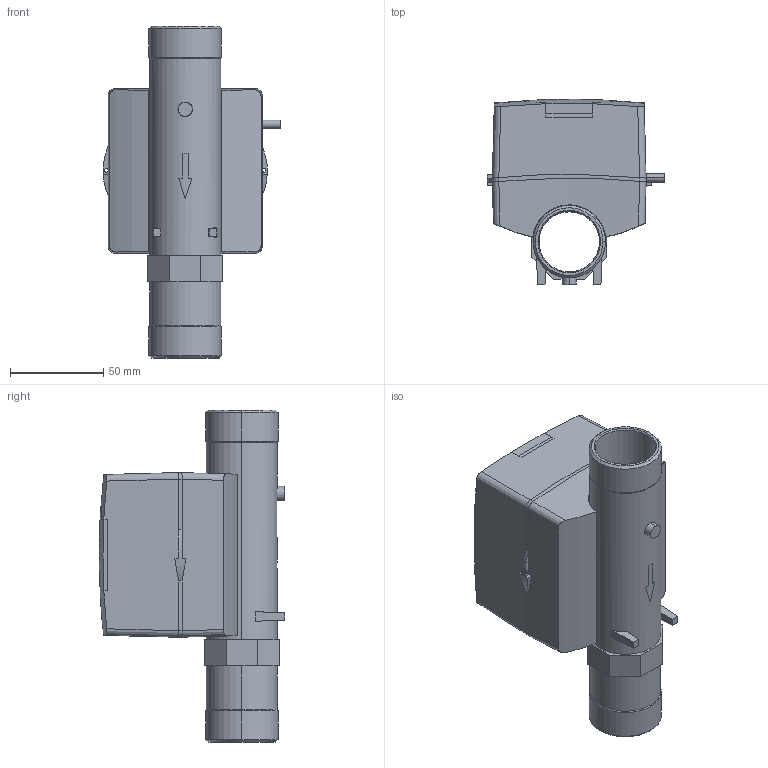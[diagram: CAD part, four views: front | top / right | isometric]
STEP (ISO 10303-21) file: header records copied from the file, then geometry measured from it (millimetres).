
FILE_DESCRIPTION (( 'STEP AP214' ), '1' );
FILE_NAME ('HYDRUS2_HWZ_DN25_BL178mm_1,53inch_BSW-214.step', '2020-12-22T12:55:37', ( '' ), ( '' ), 'SwSTEP 2.0', 'SolidWorks 2018', '' );
FILE_SCHEMA (( 'AUTOMOTIVE_DESIGN' ));
Length unit declared in the file: millimetre
Products named in the file (3): HYDRUS2_HWZ_DN25_BL178mm_1,53inch_BSW-214; 10000082720_SWP_000_DN25_BL178mm 1,53 inch BSW; 10000082480_SWP_000_DN25-32
Assembly tree (2 placements, depth 2):
  HYDRUS2_HWZ_DN25_BL178mm_1,53inch_BSW-214
    10000082720_SWP_000_DN25_BL178mm 1,53 inch BSW
    10000082480_SWP_000_DN25-32
Bounding box: 95.18 x 99.52 x 178 mm (x, y, z)
Volume: 519638.6 mm3; surface area: 78301.1 mm2
Topology: 3 solids, 3 shells, 113 faces, 335 edges, 239 vertices
Faces by surface type: plane 50, cylinder 26, bspline 23, cone 14
Entity records: 5030 total; most frequent: CARTESIAN_POINT 2137, ORIENTED_EDGE 670, DIRECTION 421, EDGE_CURVE 335, VERTEX_POINT 239, AXIS2_PLACEMENT_3D 143, LINE 135, VECTOR 135
